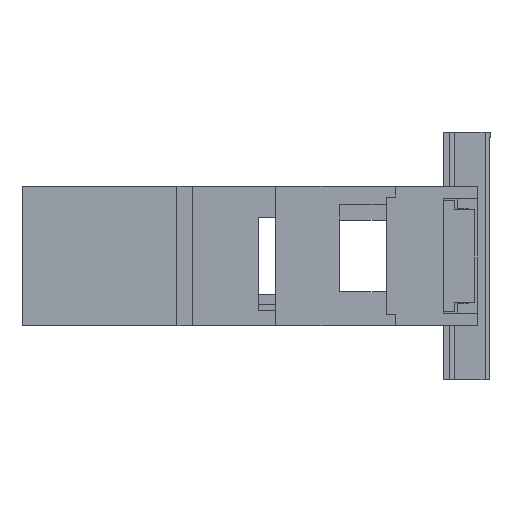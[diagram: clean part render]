
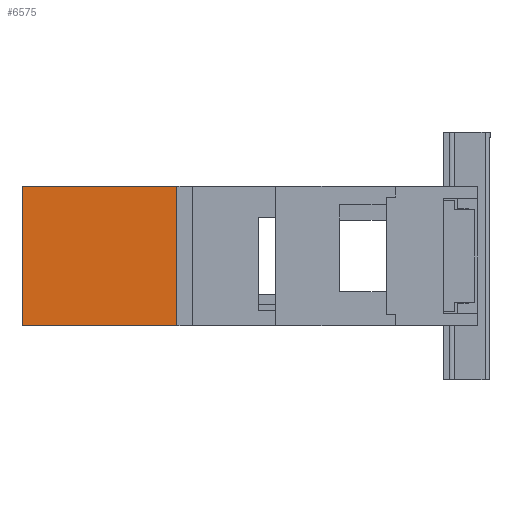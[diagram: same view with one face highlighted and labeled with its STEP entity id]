
A CAD part, left-side view. The second image highlights one B-rep face of the part: STEP entity #6575.
In plain terms, the highlighted face is planar.
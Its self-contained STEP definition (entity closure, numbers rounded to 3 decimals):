
#422 = LINE ( 'NONE', #18273, #7565 ) ;
#1486 = DIRECTION ( 'NONE',  ( 1., 0., 0. ) ) ;
#1570 = LINE ( 'NONE', #9976, #7815 ) ;
#2440 = VERTEX_POINT ( 'NONE', #6323 ) ;
#3519 = VERTEX_POINT ( 'NONE', #9385 ) ;
#3550 = DIRECTION ( 'NONE',  ( 0., 0., -1. ) ) ;
#3798 = PLANE ( 'NONE',  #7506 ) ;
#4629 = EDGE_LOOP ( 'NONE', ( #11552, #6422, #10050, #16883 ) ) ;
#6323 = CARTESIAN_POINT ( 'NONE',  ( -11.25, -22.5, 35.3 ) ) ;
#6422 = ORIENTED_EDGE ( 'NONE', *, *, #13540, .F. ) ;
#6575 = ADVANCED_FACE ( 'NONE', ( #14547 ), #3798, .F. ) ;
#6882 = EDGE_CURVE ( 'NONE', #2440, #3519, #1570, .T. ) ;
#7329 = EDGE_CURVE ( 'NONE', #18248, #10269, #422, .T. ) ;
#7506 = AXIS2_PLACEMENT_3D ( 'NONE', #16681, #8091, #10981 ) ;
#7565 = VECTOR ( 'NONE', #16919, 1000. ) ;
#7815 = VECTOR ( 'NONE', #1486, 1000. ) ;
#8091 = DIRECTION ( 'NONE',  ( 0., 1., 0. ) ) ;
#8276 = CARTESIAN_POINT ( 'NONE',  ( 11.25, -22.5, 60.3 ) ) ;
#9230 = CARTESIAN_POINT ( 'NONE',  ( 11.25, -22.5, 60.3 ) ) ;
#9385 = CARTESIAN_POINT ( 'NONE',  ( 11.25, -22.5, 35.3 ) ) ;
#9976 = CARTESIAN_POINT ( 'NONE',  ( -11.25, -22.5, 35.3 ) ) ;
#10050 = ORIENTED_EDGE ( 'NONE', *, *, #7329, .F. ) ;
#10269 = VERTEX_POINT ( 'NONE', #8276 ) ;
#10753 = DIRECTION ( 'NONE',  ( 0., 0., -1. ) ) ;
#10981 = DIRECTION ( 'NONE',  ( 0., 0., 1. ) ) ;
#11552 = ORIENTED_EDGE ( 'NONE', *, *, #6882, .T. ) ;
#11767 = LINE ( 'NONE', #16701, #15994 ) ;
#13007 = LINE ( 'NONE', #9230, #14136 ) ;
#13540 = EDGE_CURVE ( 'NONE', #10269, #3519, #13007, .T. ) ;
#14136 = VECTOR ( 'NONE', #3550, 1000. ) ;
#14547 = FACE_OUTER_BOUND ( 'NONE', #4629, .T. ) ;
#14567 = EDGE_CURVE ( 'NONE', #18248, #2440, #11767, .T. ) ;
#15994 = VECTOR ( 'NONE', #10753, 1000. ) ;
#16681 = CARTESIAN_POINT ( 'NONE',  ( -11.25, -22.5, 60.3 ) ) ;
#16701 = CARTESIAN_POINT ( 'NONE',  ( -11.25, -22.5, 60.3 ) ) ;
#16883 = ORIENTED_EDGE ( 'NONE', *, *, #14567, .T. ) ;
#16919 = DIRECTION ( 'NONE',  ( 1., 0., 0. ) ) ;
#17296 = CARTESIAN_POINT ( 'NONE',  ( -11.25, -22.5, 60.3 ) ) ;
#18248 = VERTEX_POINT ( 'NONE', #17296 ) ;
#18273 = CARTESIAN_POINT ( 'NONE',  ( -11.25, -22.5, 60.3 ) ) ;
